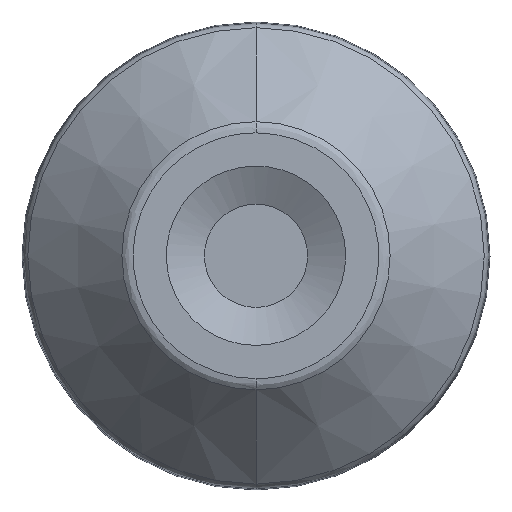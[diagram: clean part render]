
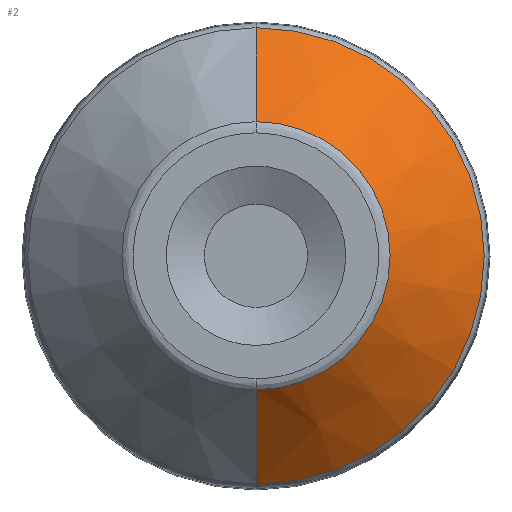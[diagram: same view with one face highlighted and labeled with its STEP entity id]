
A CAD part, top view. The second image highlights one B-rep face of the part: STEP entity #2.
In plain terms, the highlighted conical face has half-angle 45 degrees and reference radius 28.768 mm.
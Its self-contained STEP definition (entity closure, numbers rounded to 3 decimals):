
#2 = ADVANCED_FACE ( 'NONE', ( #769 ), #272, .T. ) ;
#9 = CARTESIAN_POINT ( 'NONE',  ( 0., 28.769, 5.551 ) ) ;
#13 = DIRECTION ( 'NONE',  ( 0., 0., 1. ) ) ;
#22 = CARTESIAN_POINT ( 'NONE',  ( 0., 0., 5.551 ) ) ;
#28 = CIRCLE ( 'NONE', #527, 16.906 ) ;
#32 = VERTEX_POINT ( 'NONE', #50 ) ;
#48 = AXIS2_PLACEMENT_3D ( 'NONE', #22, #13, #515 ) ;
#50 = CARTESIAN_POINT ( 'NONE',  ( 0., -28.769, 5.551 ) ) ;
#68 = DIRECTION ( 'NONE',  ( 0., 0.707, -0.707 ) ) ;
#73 = LINE ( 'NONE', #133, #726 ) ;
#133 = CARTESIAN_POINT ( 'NONE',  ( 0., 28.769, 5.551 ) ) ;
#169 = CARTESIAN_POINT ( 'NONE',  ( 0., 0., 17.414 ) ) ;
#171 = DIRECTION ( 'NONE',  ( 0., 1., 0. ) ) ;
#175 = ORIENTED_EDGE ( 'NONE', *, *, #647, .F. ) ;
#272 = CONICAL_SURFACE ( 'NONE', #634, 28.769, 0.785 ) ;
#313 = VERTEX_POINT ( 'NONE', #672 ) ;
#347 = EDGE_CURVE ( 'NONE', #32, #825, #852, .T. ) ;
#434 = DIRECTION ( 'NONE',  ( 0., -0.707, -0.707 ) ) ;
#436 = LINE ( 'NONE', #866, #873 ) ;
#470 = VERTEX_POINT ( 'NONE', #826 ) ;
#490 = ORIENTED_EDGE ( 'NONE', *, *, #538, .T. ) ;
#515 = DIRECTION ( 'NONE',  ( 0., 1., 0. ) ) ;
#516 = EDGE_LOOP ( 'NONE', ( #490, #738, #663, #175 ) ) ;
#527 = AXIS2_PLACEMENT_3D ( 'NONE', #169, #680, #171 ) ;
#538 = EDGE_CURVE ( 'NONE', #313, #470, #28, .T. ) ;
#556 = DIRECTION ( 'NONE',  ( 0., 1., 0. ) ) ;
#634 = AXIS2_PLACEMENT_3D ( 'NONE', #762, #901, #556 ) ;
#647 = EDGE_CURVE ( 'NONE', #313, #825, #73, .T. ) ;
#663 = ORIENTED_EDGE ( 'NONE', *, *, #347, .T. ) ;
#672 = CARTESIAN_POINT ( 'NONE',  ( 0., 16.906, 17.414 ) ) ;
#680 = DIRECTION ( 'NONE',  ( 0., 0., -1. ) ) ;
#726 = VECTOR ( 'NONE', #68, 1000. ) ;
#738 = ORIENTED_EDGE ( 'NONE', *, *, #765, .T. ) ;
#762 = CARTESIAN_POINT ( 'NONE',  ( 0., 0., 5.551 ) ) ;
#765 = EDGE_CURVE ( 'NONE', #470, #32, #436, .T. ) ;
#769 = FACE_OUTER_BOUND ( 'NONE', #516, .T. ) ;
#825 = VERTEX_POINT ( 'NONE', #9 ) ;
#826 = CARTESIAN_POINT ( 'NONE',  ( 0., -16.906, 17.414 ) ) ;
#852 = CIRCLE ( 'NONE', #48, 28.769 ) ;
#866 = CARTESIAN_POINT ( 'NONE',  ( 0., -28.769, 5.551 ) ) ;
#873 = VECTOR ( 'NONE', #434, 1000. ) ;
#901 = DIRECTION ( 'NONE',  ( 0., 0., -1. ) ) ;
